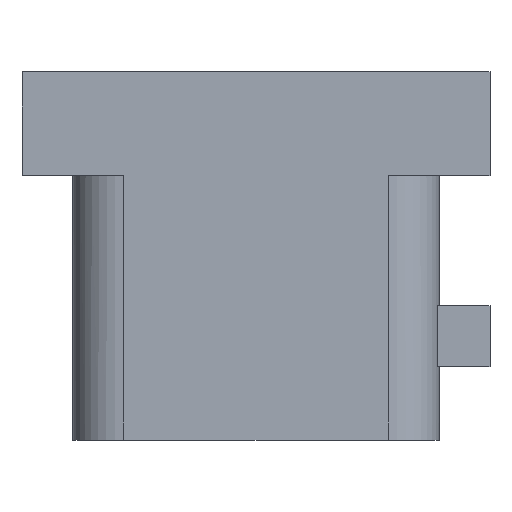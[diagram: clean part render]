
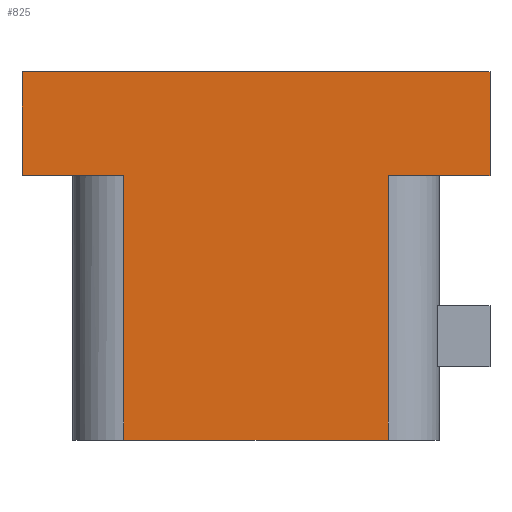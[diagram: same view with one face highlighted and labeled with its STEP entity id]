
A CAD part, top view. The second image highlights one B-rep face of the part: STEP entity #825.
In plain terms, the highlighted planar face has unit normal (0, 0, 1).
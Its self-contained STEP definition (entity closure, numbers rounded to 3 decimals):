
#84=FACE_OUTER_BOUND('',#128,.T.);
#128=EDGE_LOOP('',(#712,#713,#714,#715,#716,#717,#718,#719));
#173=LINE('',#1222,#268);
#179=LINE('',#1236,#274);
#183=LINE('',#1245,#278);
#190=LINE('',#1257,#285);
#192=LINE('',#1261,#287);
#224=LINE('',#1354,#319);
#225=LINE('',#1358,#320);
#226=LINE('',#1359,#321);
#268=VECTOR('',#984,10.);
#274=VECTOR('',#996,10.);
#278=VECTOR('',#1004,10.);
#285=VECTOR('',#1017,10.);
#287=VECTOR('',#1023,10.);
#319=VECTOR('',#1115,10.);
#320=VECTOR('',#1120,10.);
#321=VECTOR('',#1121,10.);
#354=VERTEX_POINT('',#1219);
#355=VERTEX_POINT('',#1221);
#359=VERTEX_POINT('',#1233);
#360=VERTEX_POINT('',#1235);
#363=VERTEX_POINT('',#1243);
#365=VERTEX_POINT('',#1255);
#396=VERTEX_POINT('',#1353);
#397=VERTEX_POINT('',#1357);
#441=EDGE_CURVE('',#354,#355,#173,.T.);
#448=EDGE_CURVE('',#359,#360,#179,.T.);
#453=EDGE_CURVE('',#363,#359,#183,.T.);
#460=EDGE_CURVE('',#354,#365,#190,.T.);
#462=EDGE_CURVE('',#360,#365,#192,.T.);
#508=EDGE_CURVE('',#396,#355,#224,.T.);
#510=EDGE_CURVE('',#396,#397,#225,.T.);
#511=EDGE_CURVE('',#397,#363,#226,.T.);
#712=ORIENTED_EDGE('',*,*,#510,.F.);
#713=ORIENTED_EDGE('',*,*,#508,.T.);
#714=ORIENTED_EDGE('',*,*,#441,.F.);
#715=ORIENTED_EDGE('',*,*,#460,.T.);
#716=ORIENTED_EDGE('',*,*,#462,.F.);
#717=ORIENTED_EDGE('',*,*,#448,.F.);
#718=ORIENTED_EDGE('',*,*,#453,.F.);
#719=ORIENTED_EDGE('',*,*,#511,.F.);
#776=PLANE('',#901);
#825=ADVANCED_FACE('',(#84),#776,.T.);
#901=AXIS2_PLACEMENT_3D('',#1356,#1118,#1119);
#984=DIRECTION('',(-1.,0.,0.));
#996=DIRECTION('',(0.,1.,0.));
#1004=DIRECTION('',(-1.,0.,0.));
#1017=DIRECTION('',(0.,1.,0.));
#1023=DIRECTION('',(1.,0.,0.));
#1115=DIRECTION('',(0.,1.,0.));
#1118=DIRECTION('center_axis',(0.,0.,1.));
#1119=DIRECTION('ref_axis',(1.,0.,0.));
#1120=DIRECTION('',(-1.,0.,0.));
#1121=DIRECTION('',(0.,1.,0.));
#1219=CARTESIAN_POINT('',(5.75,6.5,1.6));
#1221=CARTESIAN_POINT('',(3.25,6.5,1.6));
#1222=CARTESIAN_POINT('',(5.75,6.5,1.6));
#1233=CARTESIAN_POINT('',(-5.75,6.5,1.6));
#1235=CARTESIAN_POINT('',(-5.75,9.05,1.6));
#1236=CARTESIAN_POINT('',(-5.75,6.5,1.6));
#1243=CARTESIAN_POINT('',(-3.25,6.5,1.6));
#1245=CARTESIAN_POINT('',(5.75,6.5,1.6));
#1255=CARTESIAN_POINT('',(5.75,9.05,1.6));
#1257=CARTESIAN_POINT('',(5.75,6.5,1.6));
#1261=CARTESIAN_POINT('',(5.75,9.05,1.6));
#1353=CARTESIAN_POINT('',(3.25,0.,1.6));
#1354=CARTESIAN_POINT('',(3.25,0.,1.6));
#1356=CARTESIAN_POINT('Origin',(-3.25,0.,1.6));
#1357=CARTESIAN_POINT('',(-3.25,0.,1.6));
#1358=CARTESIAN_POINT('',(3.25,0.,1.6));
#1359=CARTESIAN_POINT('',(-3.25,0.,1.6));
